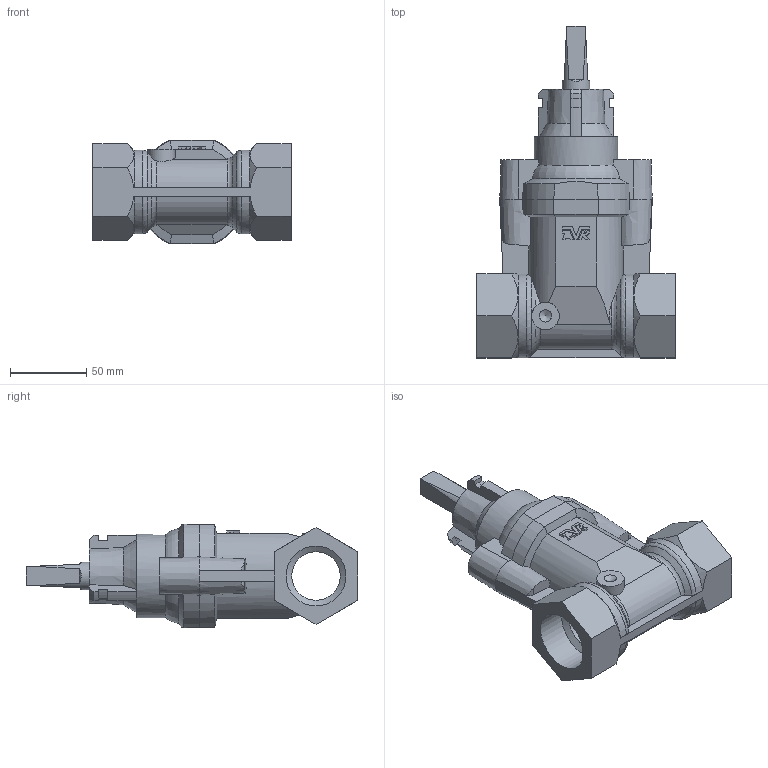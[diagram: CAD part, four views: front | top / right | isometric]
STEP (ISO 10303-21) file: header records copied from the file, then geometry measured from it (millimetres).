
FILE_DESCRIPTION (( 'STEP AP203' ), '1' );
FILE_NAME ('O_03_00_DN040_X0X_AA0.step', '2017-10-16T09:01:23', ( 'Windows User' ), ( 'AVK' ), 'SwSTEP 2.0', 'SolidWorks 2012', '' );
FILE_SCHEMA (( 'CONFIG_CONTROL_DESIGN' ));
Length unit declared in the file: inch
Products named in the file (1): O_03_00_DN040_X0X_AA0
Bounding box: 130 x 217.5 x 68 mm (x, y, z)
Volume: 559342.2 mm3; surface area: 73947.7 mm2
Topology: 1 solids, 1 shells, 199 faces, 538 edges, 346 vertices
Faces by surface type: plane 108, cone 48, cylinder 32, torus 11
Full cylindrical faces by diameter (mm): 18 x2, 31.695 x1, 39.3 x2, 54.5 x1
Entity records: 6786 total; most frequent: CARTESIAN_POINT 2020, ORIENTED_EDGE 1050, DIRECTION 880, EDGE_CURVE 525, VERTEX_POINT 342, AXIS2_PLACEMENT_3D 318, VECTOR 244, LINE 244
